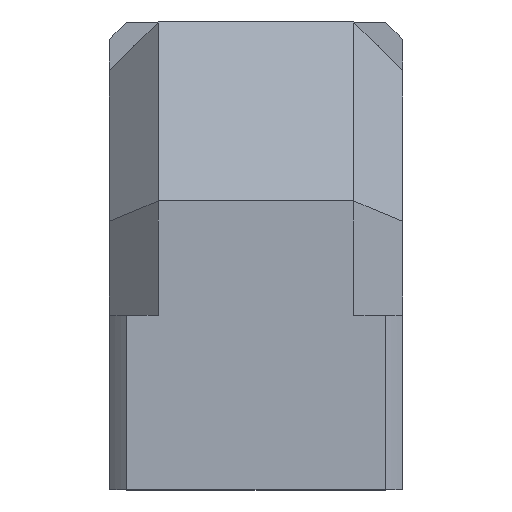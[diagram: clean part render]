
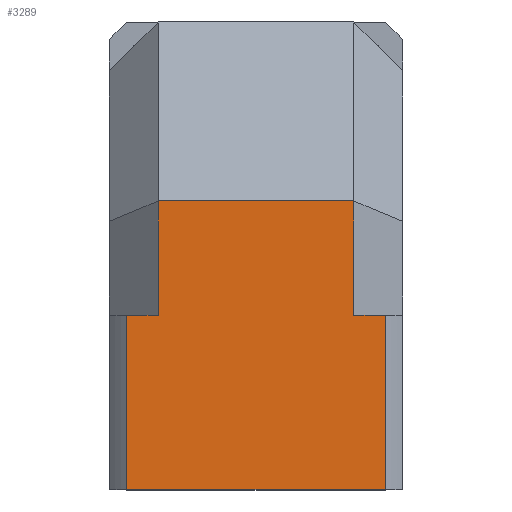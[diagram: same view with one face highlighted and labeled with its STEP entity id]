
A CAD part, top view. The second image highlights one B-rep face of the part: STEP entity #3289.
In plain terms, the highlighted planar face has unit normal (0, 0, 1).
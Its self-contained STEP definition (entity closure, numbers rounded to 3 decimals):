
#16 = CARTESIAN_POINT ( 'NONE',  ( 372.123, 0., 164.8 ) ) ;
#75 = CARTESIAN_POINT ( 'NONE',  ( 387.123, 69.639, 164.8 ) ) ;
#185 = VERTEX_POINT ( 'NONE', #1354 ) ;
#567 = FACE_OUTER_BOUND ( 'NONE', #2007, .T. ) ;
#572 = VERTEX_POINT ( 'NONE', #1538 ) ;
#634 = VECTOR ( 'NONE', #2945, 1000. ) ;
#665 = VECTOR ( 'NONE', #1967, 1000. ) ;
#876 = VERTEX_POINT ( 'NONE', #3451 ) ;
#928 = VERTEX_POINT ( 'NONE', #3794 ) ;
#979 = CARTESIAN_POINT ( 'NONE',  ( 302.436, 69.639, 164.8 ) ) ;
#1058 = AXIS2_PLACEMENT_3D ( 'NONE', #3554, #1656, #3857 ) ;
#1117 = LINE ( 'NONE', #3756, #2609 ) ;
#1192 = EDGE_CURVE ( 'NONE', #3490, #3892, #1464, .T. ) ;
#1354 = CARTESIAN_POINT ( 'NONE',  ( 372.123, 158.139, 164.8 ) ) ;
#1447 = LINE ( 'NONE', #3357, #3043 ) ;
#1463 = CARTESIAN_POINT ( 'NONE',  ( 0., 158.139, 164.8 ) ) ;
#1464 = LINE ( 'NONE', #3860, #634 ) ;
#1509 = VECTOR ( 'NONE', #2378, 1000. ) ;
#1538 = CARTESIAN_POINT ( 'NONE',  ( 372.123, 123.139, 164.8 ) ) ;
#1581 = VERTEX_POINT ( 'NONE', #1895 ) ;
#1620 = LINE ( 'NONE', #1463, #1509 ) ;
#1647 = DIRECTION ( 'NONE',  ( 0., -1., 0. ) ) ;
#1656 = DIRECTION ( 'NONE',  ( 0., 0., 1. ) ) ;
#1693 = LINE ( 'NONE', #16, #2165 ) ;
#1860 = DIRECTION ( 'NONE',  ( 0., 1., 0. ) ) ;
#1895 = CARTESIAN_POINT ( 'NONE',  ( 381.809, 69.639, 164.8 ) ) ;
#1954 = ORIENTED_EDGE ( 'NONE', *, *, #3702, .T. ) ;
#1967 = DIRECTION ( 'NONE',  ( -1., 0., 0. ) ) ;
#2007 = EDGE_LOOP ( 'NONE', ( #2349, #3863, #3956, #2640, #3380, #1954, #4021, #2769 ) ) ;
#2103 = EDGE_CURVE ( 'NONE', #185, #3490, #1620, .T. ) ;
#2165 = VECTOR ( 'NONE', #2873, 1000. ) ;
#2188 = VECTOR ( 'NONE', #1647, 1000. ) ;
#2198 = CARTESIAN_POINT ( 'NONE',  ( 312.123, 123.139, 164.8 ) ) ;
#2243 = LINE ( 'NONE', #75, #665 ) ;
#2349 = ORIENTED_EDGE ( 'NONE', *, *, #3517, .T. ) ;
#2378 = DIRECTION ( 'NONE',  ( -1., 0., 0. ) ) ;
#2439 = VECTOR ( 'NONE', #3688, 1000. ) ;
#2441 = VERTEX_POINT ( 'NONE', #979 ) ;
#2609 = VECTOR ( 'NONE', #1860, 1000. ) ;
#2640 = ORIENTED_EDGE ( 'NONE', *, *, #3798, .T. ) ;
#2728 = CARTESIAN_POINT ( 'NONE',  ( 312.123, 158.139, 164.8 ) ) ;
#2746 = CARTESIAN_POINT ( 'NONE',  ( 387.123, 123.139, 164.8 ) ) ;
#2769 = ORIENTED_EDGE ( 'NONE', *, *, #1192, .T. ) ;
#2787 = DIRECTION ( 'NONE',  ( -1., 0., 0. ) ) ;
#2873 = DIRECTION ( 'NONE',  ( 0., 1., 0. ) ) ;
#2945 = DIRECTION ( 'NONE',  ( 0., -1., 0. ) ) ;
#2952 = LINE ( 'NONE', #3230, #2188 ) ;
#3012 = EDGE_CURVE ( 'NONE', #876, #572, #3484, .T. ) ;
#3043 = VECTOR ( 'NONE', #2787, 1000. ) ;
#3230 = CARTESIAN_POINT ( 'NONE',  ( 302.436, 123.139, 164.8 ) ) ;
#3235 = PLANE ( 'NONE',  #1058 ) ;
#3289 = ADVANCED_FACE ( 'NONE', ( #567 ), #3235, .T. ) ;
#3295 = EDGE_CURVE ( 'NONE', #1581, #2441, #2243, .T. ) ;
#3357 = CARTESIAN_POINT ( 'NONE',  ( 387.123, 123.139, 164.8 ) ) ;
#3380 = ORIENTED_EDGE ( 'NONE', *, *, #3012, .T. ) ;
#3451 = CARTESIAN_POINT ( 'NONE',  ( 381.809, 123.139, 164.8 ) ) ;
#3484 = LINE ( 'NONE', #2746, #2439 ) ;
#3490 = VERTEX_POINT ( 'NONE', #2728 ) ;
#3517 = EDGE_CURVE ( 'NONE', #3892, #928, #1447, .T. ) ;
#3554 = CARTESIAN_POINT ( 'NONE',  ( 0., 0., 164.8 ) ) ;
#3688 = DIRECTION ( 'NONE',  ( -1., 0., 0. ) ) ;
#3702 = EDGE_CURVE ( 'NONE', #572, #185, #1693, .T. ) ;
#3756 = CARTESIAN_POINT ( 'NONE',  ( 381.809, 123.139, 164.8 ) ) ;
#3794 = CARTESIAN_POINT ( 'NONE',  ( 302.436, 123.139, 164.8 ) ) ;
#3798 = EDGE_CURVE ( 'NONE', #1581, #876, #1117, .T. ) ;
#3857 = DIRECTION ( 'NONE',  ( 1., 0., 0. ) ) ;
#3860 = CARTESIAN_POINT ( 'NONE',  ( 312.123, 0., 164.8 ) ) ;
#3863 = ORIENTED_EDGE ( 'NONE', *, *, #3943, .T. ) ;
#3892 = VERTEX_POINT ( 'NONE', #2198 ) ;
#3943 = EDGE_CURVE ( 'NONE', #928, #2441, #2952, .T. ) ;
#3956 = ORIENTED_EDGE ( 'NONE', *, *, #3295, .F. ) ;
#4021 = ORIENTED_EDGE ( 'NONE', *, *, #2103, .T. ) ;
